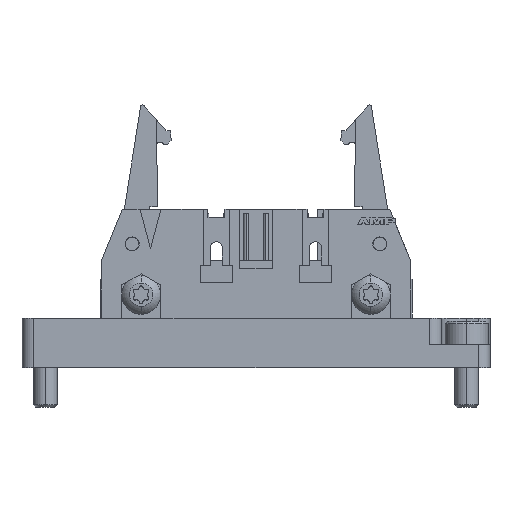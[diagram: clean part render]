
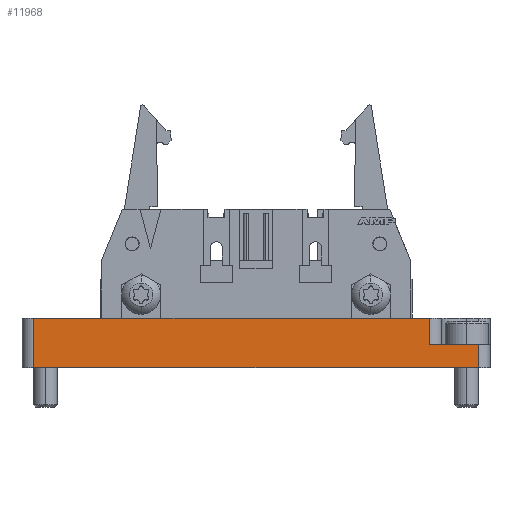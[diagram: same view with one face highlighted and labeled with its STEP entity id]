
A CAD part, left-side view. The second image highlights one B-rep face of the part: STEP entity #11968.
In plain terms, the highlighted face is planar.
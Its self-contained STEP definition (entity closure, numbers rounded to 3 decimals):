
#306 = ORIENTED_EDGE ( 'NONE', *, *, #1658, .T. ) ;
#741 = VERTEX_POINT ( 'NONE', #2718 ) ;
#1509 = ORIENTED_EDGE ( 'NONE', *, *, #21895, .F. ) ;
#1658 = EDGE_CURVE ( 'NONE', #13529, #16650, #20143, .T. ) ;
#1767 = VERTEX_POINT ( 'NONE', #3308 ) ;
#2189 = LINE ( 'NONE', #16165, #14355 ) ;
#2718 = CARTESIAN_POINT ( 'NONE',  ( 28.5, 0., 14.35 ) ) ;
#3308 = CARTESIAN_POINT ( 'NONE',  ( 22.25, 6.35, 14.35 ) ) ;
#3585 = PLANE ( 'NONE',  #8875 ) ;
#4062 = DIRECTION ( 'NONE',  ( 0., 1., 0. ) ) ;
#4177 = CARTESIAN_POINT ( 'NONE',  ( 22.25, 0., 14.35 ) ) ;
#4565 = EDGE_CURVE ( 'NONE', #13529, #1767, #5151, .T. ) ;
#5151 = LINE ( 'NONE', #18703, #13964 ) ;
#5490 = EDGE_LOOP ( 'NONE', ( #19230, #306, #22011, #18844, #1509, #8051 ) ) ;
#5533 = CARTESIAN_POINT ( 'NONE',  ( 30., 2.95, 14.35 ) ) ;
#7152 = CARTESIAN_POINT ( 'NONE',  ( -28.5, 0., 14.35 ) ) ;
#8051 = ORIENTED_EDGE ( 'NONE', *, *, #17932, .T. ) ;
#8875 = AXIS2_PLACEMENT_3D ( 'NONE', #13977, #17812, #9145 ) ;
#8924 = LINE ( 'NONE', #12492, #14133 ) ;
#9145 = DIRECTION ( 'NONE',  ( -1., 0., 0. ) ) ;
#10128 = VERTEX_POINT ( 'NONE', #15788 ) ;
#10512 = VECTOR ( 'NONE', #4062, 1000. ) ;
#10829 = VECTOR ( 'NONE', #21369, 1000. ) ;
#11294 = EDGE_CURVE ( 'NONE', #741, #16650, #2189, .T. ) ;
#11518 = CARTESIAN_POINT ( 'NONE',  ( -28.5, 0., 14.35 ) ) ;
#11968 = ADVANCED_FACE ( 'NONE', ( #12612 ), #3585, .F. ) ;
#12170 = DIRECTION ( 'NONE',  ( 0., 1., 0. ) ) ;
#12421 = LINE ( 'NONE', #5533, #10829 ) ;
#12492 = CARTESIAN_POINT ( 'NONE',  ( 28.5, 2.95, 14.35 ) ) ;
#12612 = FACE_OUTER_BOUND ( 'NONE', #5490, .T. ) ;
#13529 = VERTEX_POINT ( 'NONE', #15807 ) ;
#13861 = DIRECTION ( 'NONE',  ( 1., 0., 0. ) ) ;
#13964 = VECTOR ( 'NONE', #13861, 1000. ) ;
#13977 = CARTESIAN_POINT ( 'NONE',  ( -30., 0., 14.35 ) ) ;
#14133 = VECTOR ( 'NONE', #12170, 1000. ) ;
#14355 = VECTOR ( 'NONE', #16054, 1000. ) ;
#15788 = CARTESIAN_POINT ( 'NONE',  ( 28.5, 2.95, 14.35 ) ) ;
#15807 = CARTESIAN_POINT ( 'NONE',  ( -28.5, 6.35, 14.35 ) ) ;
#16054 = DIRECTION ( 'NONE',  ( -1., 0., 0. ) ) ;
#16165 = CARTESIAN_POINT ( 'NONE',  ( 30., 0., 14.35 ) ) ;
#16650 = VERTEX_POINT ( 'NONE', #7152 ) ;
#17349 = EDGE_CURVE ( 'NONE', #741, #10128, #8924, .T. ) ;
#17648 = CARTESIAN_POINT ( 'NONE',  ( 22.25, 2.95, 14.35 ) ) ;
#17812 = DIRECTION ( 'NONE',  ( 0., 0., -1. ) ) ;
#17932 = EDGE_CURVE ( 'NONE', #18523, #1767, #19765, .T. ) ;
#18428 = DIRECTION ( 'NONE',  ( 0., -1., 0. ) ) ;
#18523 = VERTEX_POINT ( 'NONE', #17648 ) ;
#18703 = CARTESIAN_POINT ( 'NONE',  ( -30., 6.35, 14.35 ) ) ;
#18844 = ORIENTED_EDGE ( 'NONE', *, *, #17349, .T. ) ;
#19230 = ORIENTED_EDGE ( 'NONE', *, *, #4565, .F. ) ;
#19765 = LINE ( 'NONE', #4177, #10512 ) ;
#20143 = LINE ( 'NONE', #11518, #20730 ) ;
#20730 = VECTOR ( 'NONE', #18428, 1000. ) ;
#21369 = DIRECTION ( 'NONE',  ( 1., 0., 0. ) ) ;
#21895 = EDGE_CURVE ( 'NONE', #18523, #10128, #12421, .T. ) ;
#22011 = ORIENTED_EDGE ( 'NONE', *, *, #11294, .F. ) ;
